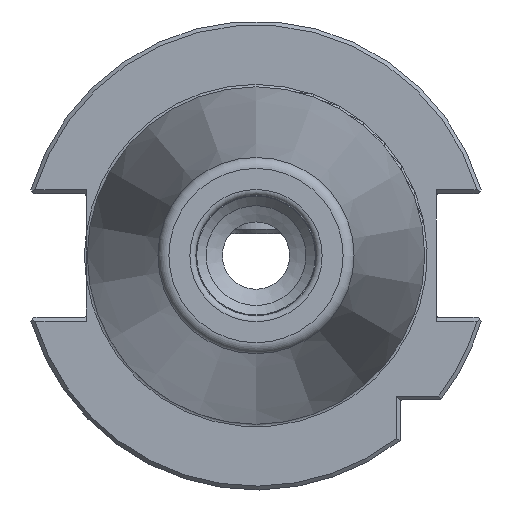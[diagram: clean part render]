
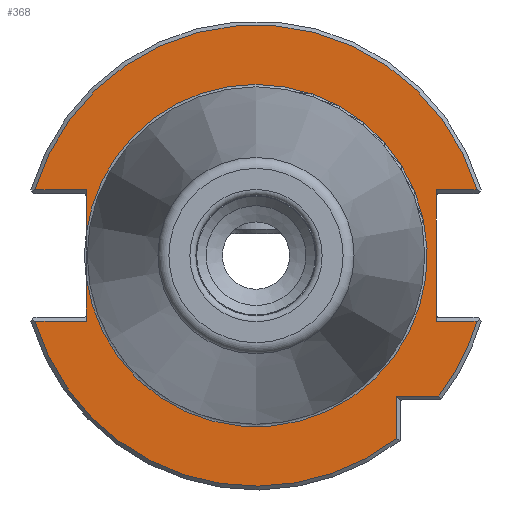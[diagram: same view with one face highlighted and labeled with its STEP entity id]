
A CAD part, left-side view. The second image highlights one B-rep face of the part: STEP entity #368.
In plain terms, the highlighted planar face has unit normal (-1, 0, 0).
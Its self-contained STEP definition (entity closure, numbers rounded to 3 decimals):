
#368 = ADVANCED_FACE( '', ( #772 ), #773, .T. );
#772 = FACE_OUTER_BOUND( '', #1180, .T. );
#773 = PLANE( '', #1181 );
#1180 = EDGE_LOOP( '', ( #2150, #2151, #2152, #2153, #2154, #2155, #2156, #2157, #2158, #2159, #2160, #2161, #2162 ) );
#1181 = AXIS2_PLACEMENT_3D( '', #2163, #2164, #2165 );
#2150 = ORIENTED_EDGE( '', *, *, #2377, .T. );
#2151 = ORIENTED_EDGE( '', *, *, #2592, .T. );
#2152 = ORIENTED_EDGE( '', *, *, #2506, .F. );
#2153 = ORIENTED_EDGE( '', *, *, #2599, .T. );
#2154 = ORIENTED_EDGE( '', *, *, #2405, .T. );
#2155 = ORIENTED_EDGE( '', *, *, #2503, .T. );
#2156 = ORIENTED_EDGE( '', *, *, #2337, .F. );
#2157 = ORIENTED_EDGE( '', *, *, #2604, .F. );
#2158 = ORIENTED_EDGE( '', *, *, #2335, .F. );
#2159 = ORIENTED_EDGE( '', *, *, #2371, .T. );
#2160 = ORIENTED_EDGE( '', *, *, #2299, .T. );
#2161 = ORIENTED_EDGE( '', *, *, #2439, .T. );
#2162 = ORIENTED_EDGE( '', *, *, #2550, .T. );
#2163 = CARTESIAN_POINT( '', ( 3.2, 0., 35.591 ) );
#2164 = DIRECTION( '', ( -1., 0., 0. ) );
#2165 = DIRECTION( '', ( 0., 0., 1. ) );
#2299 = EDGE_CURVE( '', #2739, #2737, #2740, .T. );
#2335 = EDGE_CURVE( '', #2799, #2801, #2802, .T. );
#2337 = EDGE_CURVE( '', #2803, #2789, #2805, .T. );
#2371 = EDGE_CURVE( '', #2799, #2739, #2859, .T. );
#2377 = EDGE_CURVE( '', #2862, #2865, #2867, .T. );
#2405 = EDGE_CURVE( '', #2911, #2909, #2912, .T. );
#2439 = EDGE_CURVE( '', #2737, #2964, #2966, .T. );
#2503 = EDGE_CURVE( '', #2909, #2789, #3061, .T. );
#2506 = EDGE_CURVE( '', #3063, #3065, #3066, .T. );
#2550 = EDGE_CURVE( '', #2964, #2862, #3119, .T. );
#2592 = EDGE_CURVE( '', #2865, #3065, #3166, .T. );
#2599 = EDGE_CURVE( '', #3063, #2911, #3173, .T. );
#2604 = EDGE_CURVE( '', #2801, #2803, #3177, .T. );
#2737 = VERTEX_POINT( '', #3448 );
#2739 = VERTEX_POINT( '', #3453 );
#2740 = CIRCLE( '', #3454, 47.95 );
#2789 = VERTEX_POINT( '', #3537 );
#2799 = VERTEX_POINT( '', #3552 );
#2801 = VERTEX_POINT( '', #3555 );
#2802 = LINE( '', #3556, #3557 );
#2803 = VERTEX_POINT( '', #3558 );
#2805 = LINE( '', #3561, #3562 );
#2859 = LINE( '', #3637, #3638 );
#2862 = VERTEX_POINT( '', #3642 );
#2865 = VERTEX_POINT( '', #3648 );
#2867 = CIRCLE( '', #3653, 47.95 );
#2909 = VERTEX_POINT( '', #3729 );
#2911 = VERTEX_POINT( '', #3734 );
#2912 = CIRCLE( '', #3735, 47.95 );
#2964 = VERTEX_POINT( '', #3810 );
#2966 = LINE( '', #3813, #3814 );
#3061 = LINE( '', #3958, #3959 );
#3063 = VERTEX_POINT( '', #3961 );
#3065 = VERTEX_POINT( '', #3964 );
#3066 = LINE( '', #3965, #3966 );
#3119 = LINE( '', #4135, #4136 );
#3166 = LINE( '', #4219, #4220 );
#3173 = LINE( '', #4227, #4228 );
#3177 = CIRCLE( '', #4232, 35.591 );
#3448 = CARTESIAN_POINT( '', ( 3.2, -29.2, -38.034 ) );
#3453 = CARTESIAN_POINT( '', ( 3.2, 45.966, -13.65 ) );
#3454 = AXIS2_PLACEMENT_3D( '', #4337, #4338, #4339 );
#3537 = CARTESIAN_POINT( '', ( 3.2, 35.3, 13.65 ) );
#3552 = CARTESIAN_POINT( '', ( 3.2, 35.3, -13.65 ) );
#3555 = CARTESIAN_POINT( '', ( 3.2, 35.3, -4.543 ) );
#3556 = CARTESIAN_POINT( '', ( 3.2, 35.3, -12.85 ) );
#3557 = VECTOR( '', #4373, 1000. );
#3558 = CARTESIAN_POINT( '', ( 3.2, 35.3, 4.543 ) );
#3561 = CARTESIAN_POINT( '', ( 3.2, 35.3, -12.85 ) );
#3562 = VECTOR( '', #4375, 1000. );
#3637 = CARTESIAN_POINT( '', ( 3.2, 47.181, -13.65 ) );
#3638 = VECTOR( '', #4418, 1000. );
#3642 = CARTESIAN_POINT( '', ( 3.2, -38.034, -29.2 ) );
#3648 = CARTESIAN_POINT( '', ( 3.2, -45.966, -13.65 ) );
#3653 = AXIS2_PLACEMENT_3D( '', #4423, #4424, #4425 );
#3729 = CARTESIAN_POINT( '', ( 3.2, 45.966, 13.65 ) );
#3734 = CARTESIAN_POINT( '', ( 3.2, -45.966, 13.65 ) );
#3735 = AXIS2_PLACEMENT_3D( '', #4447, #4448, #4449 );
#3810 = CARTESIAN_POINT( '', ( 3.2, -29.2, -29.2 ) );
#3813 = CARTESIAN_POINT( '', ( 3.2, -29.2, -30. ) );
#3814 = VECTOR( '', #4489, 1000. );
#3958 = CARTESIAN_POINT( '', ( 3.2, 35.3, 13.65 ) );
#3959 = VECTOR( '', #4553, 1000. );
#3961 = CARTESIAN_POINT( '', ( 3.2, -37.5, 13.65 ) );
#3964 = CARTESIAN_POINT( '', ( 3.2, -37.5, -13.65 ) );
#3965 = CARTESIAN_POINT( '', ( 3.2, -37.5, 12.85 ) );
#3966 = VECTOR( '', #4555, 1000. );
#4135 = CARTESIAN_POINT( '', ( 3.2, -38.616, -29.2 ) );
#4136 = VECTOR( '', #4598, 1000. );
#4219 = CARTESIAN_POINT( '', ( 3.2, -37.5, -13.65 ) );
#4220 = VECTOR( '', #4625, 1000. );
#4227 = CARTESIAN_POINT( '', ( 3.2, -47.181, 13.65 ) );
#4228 = VECTOR( '', #4629, 1000. );
#4232 = AXIS2_PLACEMENT_3D( '', #4630, #4631, #4632 );
#4337 = CARTESIAN_POINT( '', ( 3.2, 0., 0. ) );
#4338 = DIRECTION( '', ( -1., 0., 0. ) );
#4339 = DIRECTION( '', ( 0., 0., 1. ) );
#4373 = DIRECTION( '', ( 0., 0., 1. ) );
#4375 = DIRECTION( '', ( 0., 0., 1. ) );
#4418 = DIRECTION( '', ( 0., 1., 0. ) );
#4423 = CARTESIAN_POINT( '', ( 3.2, 0., 0. ) );
#4424 = DIRECTION( '', ( -1., 0., 0. ) );
#4425 = DIRECTION( '', ( 0., 0., 1. ) );
#4447 = CARTESIAN_POINT( '', ( 3.2, 0., 0. ) );
#4448 = DIRECTION( '', ( -1., 0., 0. ) );
#4449 = DIRECTION( '', ( 0., 0., 1. ) );
#4489 = DIRECTION( '', ( 0., 0., 1. ) );
#4553 = DIRECTION( '', ( 0., -1., 0. ) );
#4555 = DIRECTION( '', ( 0., 0., -1. ) );
#4598 = DIRECTION( '', ( 0., -1., 0. ) );
#4625 = DIRECTION( '', ( 0., 1., 0. ) );
#4629 = DIRECTION( '', ( 0., -1., 0. ) );
#4630 = CARTESIAN_POINT( '', ( 3.2, 0., 0. ) );
#4631 = DIRECTION( '', ( -1., 0., 0. ) );
#4632 = DIRECTION( '', ( 0., 0., 1. ) );
